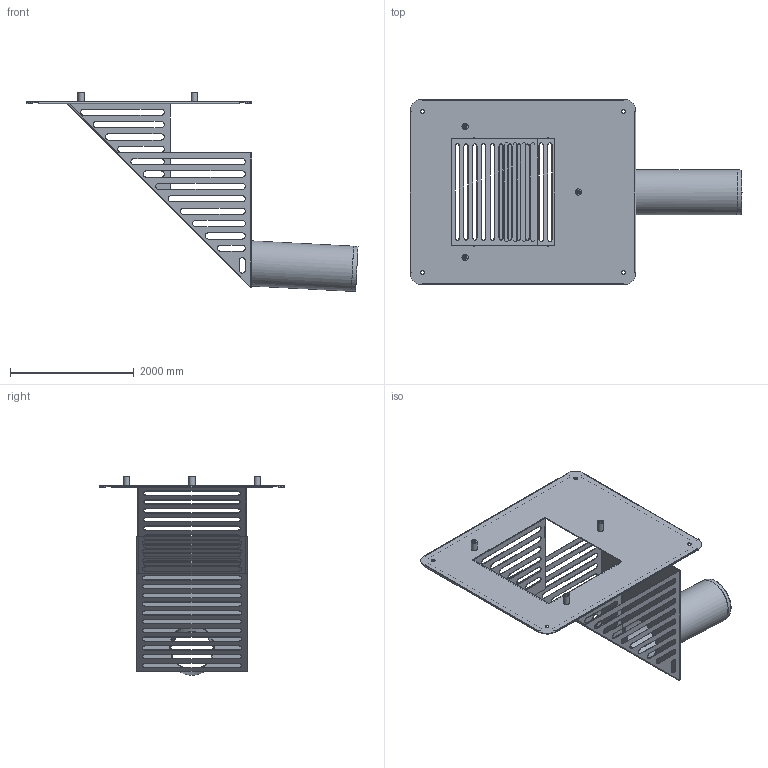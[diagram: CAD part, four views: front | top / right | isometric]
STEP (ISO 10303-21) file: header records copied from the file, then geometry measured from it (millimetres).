
FILE_DESCRIPTION(/* description */ (''),/* implementation_level */ '2;1');
FILE_NAME(/* name */ '19497.070X_3D.stp',/* time_stamp */ '2024-12-12T07:54:28+01:00',/* author */ ('CAD'),/* organization */ (''),/* preprocessor_version */ 'ST-DEVELOPER v20',/* originating_system */ 'AutoCAD Mechanical',/* authorisation */ '');
FILE_SCHEMA (('AUTOMOTIVE_DESIGN { 1 0 10303 214 3 1 1 }'));
Length unit declared in the file: centimetre
Products named in the file (4): Product; *S0; *U2; *U1
Assembly tree (5 placements, depth 3):
  Product
    *S0
    *U2
      *U1  x3
Bounding box: 5363.31 x 3000 x 3209.03 mm (x, y, z)
Volume: 289028119.5 mm3; surface area: 54599571 mm2
Topology: 8 solids, 8 shells, 447 faces, 1238 edges, 810 vertices
Faces by surface type: plane 289, cylinder 149, cone 9
Full cylindrical faces by diameter (mm): 30 x3, 50 x3, 60 x4, 100 x3, 706 x1, 730 x1
Entity records: 14187 total; most frequent: CARTESIAN_POINT 2445, ORIENTED_EDGE 2420, DIRECTION 2380, EDGE_CURVE 1210, LINE 922, VECTOR 922, VERTEX_POINT 792, AXIS2_PLACEMENT_3D 729
